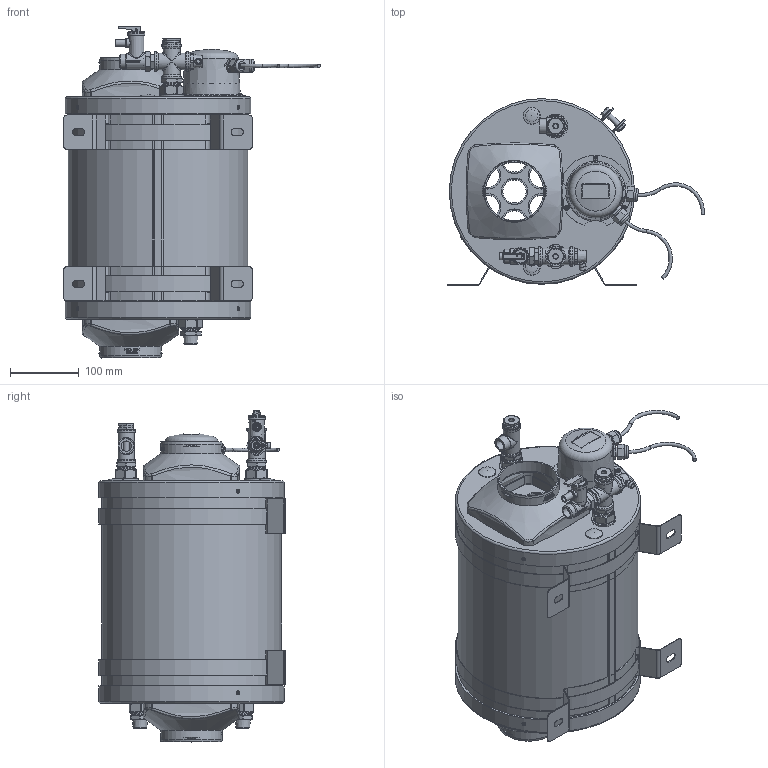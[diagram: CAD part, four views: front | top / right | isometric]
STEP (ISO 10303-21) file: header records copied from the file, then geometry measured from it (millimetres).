
FILE_DESCRIPTION(/* description */ (''),/* implementation_level */ '2;1');
FILE_NAME(/* name */ 'combiboil09-1224.step',/* time_stamp */ '2023-08-16T16:14:57+02:00',/* author */ (''),/* organization */ (''),/* preprocessor_version */ 'ST-DEVELOPER v20',/* originating_system */ 'Autodesk Translation Framework v12.9.0.99',/* authorisation */ '');
FILE_SCHEMA (('AUTOMOTIVE_DESIGN { 1 0 10303 214 3 1 1 }'));
Length unit declared in the file: millimetre
Products named in the file (42): renderFarm; VB09032S v1; 0-0934 (5); 0-0935 (2); PROT2023-0003-0113 (5); PROT2023-0003-0114 (5); PROT2023-0003-0127 (2); PROT2023-0003-0122 (5); 0-0936 (2); 0-0939 (5); 020-0131 (5); 020-0316 (5); 020-0513 (5); 020-0514 (5); 020-0516 (6); 020-0515 (5); 020-0516 (1) (5); 020-0517 (1); 020-0240 (5); 080-0034 (5); 110-0120 (5); 130-0057 (5); 130-0091 (5); 130-0098 (1); 130-0099 (5); 130-0146 (1); 130-0207 (5); 140-0001 (5); 140-0312 (5); 900-0124_POSIZIONAMENTO SU BB12V (1); Occhiello Ø5,3 sez cavo 6 mmq^900-0124 (1); Cavo^900-0124_Montaggio su BB12V (1); 900-0125_POSIZIONAMENTO SU BB12V (1); Occhiello Ø5,3 sez cavo 6 mmq^900-0125 (1); Cavo^900-0125_Montaggio su BB12V (1); 080-0509 (5); codice 900-0639; codice 900-0639_1; 080-0131; 080-0132 ...
Assembly tree (73 placements, depth 4):
  renderFarm
    VB09032S v1
      0-0934 (5)  x2
      0-0935 (2)
        PROT2023-0003-0113 (5)
        PROT2023-0003-0114 (5)
        PROT2023-0003-0127 (2)  x7
        PROT2023-0003-0122 (5)
      0-0936 (2)
      0-0939 (5)  x2
      020-0131 (5)
      020-0316 (5)
      020-0513 (5)  x2
      020-0514 (5)
        020-0516 (6)
      020-0515 (5)
        020-0516 (1) (5)
      020-0517 (1)
        020-0240 (5)
      080-0034 (5)  x3
      080-0509 (5)  x8
      110-0120 (5)  x2
      130-0057 (5)
      130-0091 (5)
      130-0098 (1)
      130-0099 (5)  x4
      130-0146 (1)
      130-0207 (5)
      140-0001 (5)  x2
      140-0312 (5)  x2
      900-0124_POSIZIONAMENTO SU BB12V (1)
        Occhiello Ø5,3 sez cavo 6 mmq^900-0124 (1)
        Cavo^900-0124_Montaggio su BB12V (1)
      900-0125_POSIZIONAMENTO SU BB12V (1)
        Occhiello Ø5,3 sez cavo 6 mmq^900-0125 (1)
        Cavo^900-0125_Montaggio su BB12V (1)
    codice 900-0639
      080-0131
      080-0132  x2
      080-0133  x2
      080-0134
    codice 900-0639_1
      080-0131
      080-0132  x2
      080-0133  x2
      080-0134
Bounding box: 374.22 x 273.35 x 483.71 mm (x, y, z)
Volume: 1583259.3 mm3; surface area: 1935504.1 mm2
Topology: 80 solids, 92 shells, 4773 faces, 12413 edges, 8039 vertices
Faces by surface type: plane 2294, bspline 1286, cylinder 751, cone 264, torus 163, sphere 15
Full cylindrical faces by diameter (mm): 1.7 x1, 2.2 x1, 2.4 x2, 2.5 x3, 2.64 x15, 2.75 x1, 2.8 x8, 2.85 x1, 3.2 x9, 3.7 x1, 4 x3, 5 x2, 5.029 x2, 5.289 x2, 5.3 x2, 5.4 x1, 5.818 x8, 6.2 x1, 6.4 x2, 6.5 x3, 7 x8, 7.162 x2, 7.5 x1, 8 x8, 8.4 x9, 8.5 x4, 8.533 x2, 9 x1, 10 x1, 10.5 x4
Entity records: 157737 total; most frequent: CARTESIAN_POINT 104266, ORIENTED_EDGE 11476, DIRECTION 9669, EDGE_CURVE 5754, VERTEX_POINT 3757, AXIS2_PLACEMENT_3D 3443, LINE 2783, VECTOR 2783
